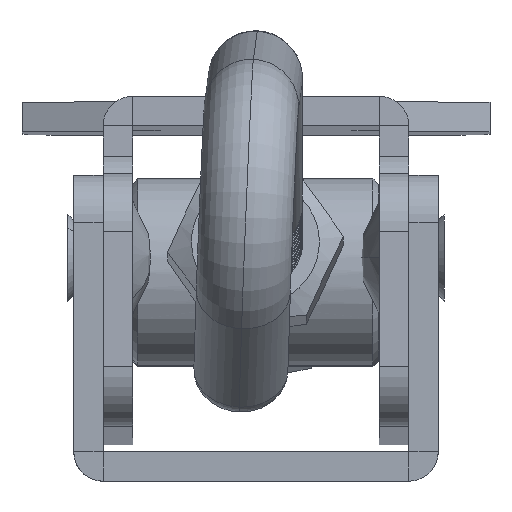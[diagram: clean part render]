
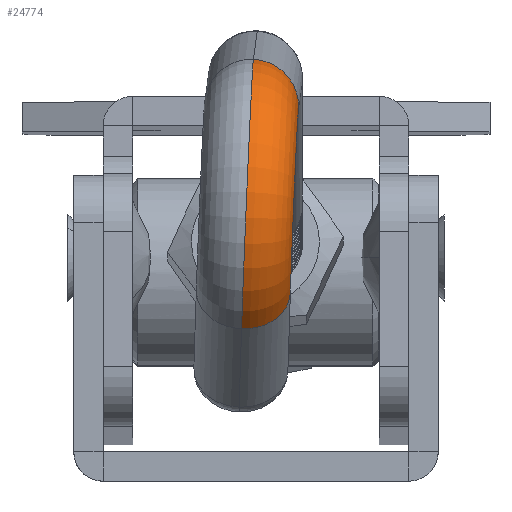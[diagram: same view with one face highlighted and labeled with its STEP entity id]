
A CAD part, left-side view. The second image highlights one B-rep face of the part: STEP entity #24774.
In plain terms, the highlighted toroidal (fillet/blend) face has major radius 8.8 mm and minor radius 4 mm.
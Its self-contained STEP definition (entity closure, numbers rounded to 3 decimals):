
#659 = DIRECTION ( 'NONE',  ( 0., 0., 1. ) ) ;
#824 = ORIENTED_EDGE ( 'NONE', *, *, #1836, .T. ) ;
#999 = CARTESIAN_POINT ( 'NONE',  ( 2802.416, -733.983, 0. ) ) ;
#1836 = EDGE_CURVE ( 'NONE', #21875, #24695, #23294, .T. ) ;
#3055 = DIRECTION ( 'NONE',  ( 1., 0., 0. ) ) ;
#4845 = CARTESIAN_POINT ( 'NONE',  ( 2798.784, -741.111, 0. ) ) ;
#5804 = CIRCLE ( 'NONE', #10833, 4.8 ) ;
#6620 = TOROIDAL_SURFACE ( 'NONE', #18443, 8.8, 4. ) ;
#7386 = DIRECTION ( 'NONE',  ( 0.891, -0.454, 0. ) ) ;
#7871 = EDGE_CURVE ( 'NONE', #20527, #19570, #26217, .T. ) ;
#10382 = CARTESIAN_POINT ( 'NONE',  ( 2802.317, -721.206, 0. ) ) ;
#10638 = CARTESIAN_POINT ( 'NONE',  ( 2804.595, -729.706, 0. ) ) ;
#10833 = AXIS2_PLACEMENT_3D ( 'NONE', #10638, #27474, #13053 ) ;
#11415 = EDGE_CURVE ( 'NONE', #21875, #20527, #5804, .T. ) ;
#11489 = DIRECTION ( 'NONE',  ( 0., 0., 1. ) ) ;
#12358 = CIRCLE ( 'NONE', #28198, 12.8 ) ;
#12771 = DIRECTION ( 'NONE',  ( 0.259, -0.966, 0. ) ) ;
#13053 = DIRECTION ( 'NONE',  ( 1., 0., 0. ) ) ;
#15331 = EDGE_LOOP ( 'NONE', ( #824, #19405, #16210, #17154 ) ) ;
#16210 = ORIENTED_EDGE ( 'NONE', *, *, #7871, .F. ) ;
#17154 = ORIENTED_EDGE ( 'NONE', *, *, #11415, .F. ) ;
#18443 = AXIS2_PLACEMENT_3D ( 'NONE', #29460, #659, #3055 ) ;
#18515 = CARTESIAN_POINT ( 'NONE',  ( 2803.353, -725.07, 0. ) ) ;
#19405 = ORIENTED_EDGE ( 'NONE', *, *, #28382, .T. ) ;
#19570 = VERTEX_POINT ( 'NONE', #4845 ) ;
#20527 = VERTEX_POINT ( 'NONE', #999 ) ;
#21704 = CARTESIAN_POINT ( 'NONE',  ( 2801.282, -717.343, 0. ) ) ;
#21796 = CARTESIAN_POINT ( 'NONE',  ( 2800.6, -737.547, 0. ) ) ;
#21875 = VERTEX_POINT ( 'NONE', #18515 ) ;
#23294 = CIRCLE ( 'NONE', #28168, 4. ) ;
#24211 = DIRECTION ( 'NONE',  ( 0.454, 0.891, 0. ) ) ;
#24224 = AXIS2_PLACEMENT_3D ( 'NONE', #21796, #7386, #24211 ) ;
#24695 = VERTEX_POINT ( 'NONE', #21704 ) ;
#24774 = ADVANCED_FACE ( 'NONE', ( #26566 ), #6620, .T. ) ;
#25897 = CARTESIAN_POINT ( 'NONE',  ( 2804.595, -729.706, 0. ) ) ;
#26217 = CIRCLE ( 'NONE', #24224, 4. ) ;
#26566 = FACE_OUTER_BOUND ( 'NONE', #15331, .T. ) ;
#27191 = DIRECTION ( 'NONE',  ( -0.966, -0.259, 0. ) ) ;
#27474 = DIRECTION ( 'NONE',  ( 0., 0., 1. ) ) ;
#28168 = AXIS2_PLACEMENT_3D ( 'NONE', #10382, #27191, #12771 ) ;
#28198 = AXIS2_PLACEMENT_3D ( 'NONE', #25897, #11489, #28322 ) ;
#28322 = DIRECTION ( 'NONE',  ( 1., 0., 0. ) ) ;
#28382 = EDGE_CURVE ( 'NONE', #24695, #19570, #12358, .T. ) ;
#29460 = CARTESIAN_POINT ( 'NONE',  ( 2804.595, -729.706, 0. ) ) ;
